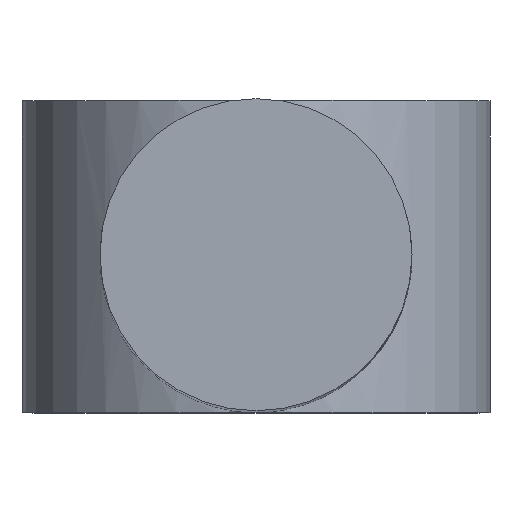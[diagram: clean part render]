
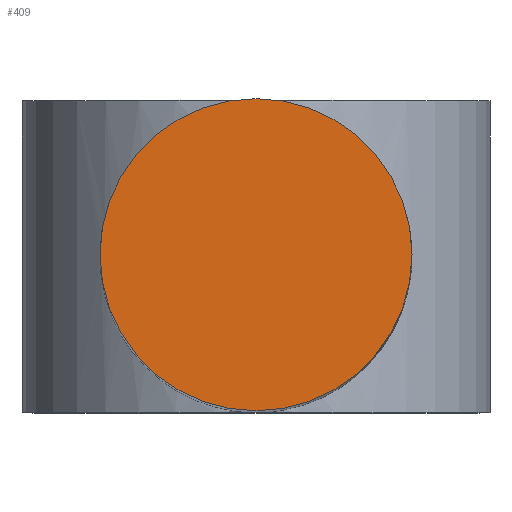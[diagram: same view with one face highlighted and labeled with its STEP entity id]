
A CAD part, top view. The second image highlights one B-rep face of the part: STEP entity #409.
In plain terms, the highlighted planar face has unit normal (0, 0, 1).
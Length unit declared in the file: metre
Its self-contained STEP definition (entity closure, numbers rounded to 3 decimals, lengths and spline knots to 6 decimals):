
#10 = CARTESIAN_POINT ( 'NONE',  ( 0., -0.035, 0.075 ) ) ;
#24 = CARTESIAN_POINT ( 'NONE',  ( -0.005, -0.035, 0.075 ) ) ;
#36 = CARTESIAN_POINT ( 'NONE',  ( 0.005, -0.035, 0.075 ) ) ;
#65 = EDGE_CURVE ( 'NONE', #285, #153, #352, .T. ) ;
#71 = PLANE ( 'NONE',  #374 ) ;
#129 = CARTESIAN_POINT ( 'NONE',  ( 0., -0.035, 0.075 ) ) ;
#140 = CARTESIAN_POINT ( 'NONE',  ( 0., -0.03, 0.075 ) ) ;
#146 = DIRECTION ( 'NONE',  ( 0., 0., -1. ) ) ;
#151 = DIRECTION ( 'NONE',  ( 1., 0., 0. ) ) ;
#153 = VERTEX_POINT ( 'NONE', #36 ) ;
#159 = CIRCLE ( 'NONE', #265, 0.005 ) ;
#168 = ORIENTED_EDGE ( 'NONE', *, *, #223, .T. ) ;
#223 = EDGE_CURVE ( 'NONE', #153, #285, #159, .T. ) ;
#231 = DIRECTION ( 'NONE',  ( 1., 0., 0. ) ) ;
#233 = DIRECTION ( 'NONE',  ( 0., 0., 1. ) ) ;
#265 = AXIS2_PLACEMENT_3D ( 'NONE', #10, #384, #151 ) ;
#285 = VERTEX_POINT ( 'NONE', #24 ) ;
#307 = DIRECTION ( 'NONE',  ( 0., -1., 0. ) ) ;
#352 = CIRCLE ( 'NONE', #404, 0.005 ) ;
#374 = AXIS2_PLACEMENT_3D ( 'NONE', #140, #146, #307 ) ;
#384 = DIRECTION ( 'NONE',  ( 0., 0., 1. ) ) ;
#403 = EDGE_LOOP ( 'NONE', ( #168, #438 ) ) ;
#404 = AXIS2_PLACEMENT_3D ( 'NONE', #129, #233, #231 ) ;
#409 = ADVANCED_FACE ( 'NONE', ( #412 ), #71, .F. ) ;
#412 = FACE_OUTER_BOUND ( 'NONE', #403, .T. ) ;
#438 = ORIENTED_EDGE ( 'NONE', *, *, #65, .T. ) ;
